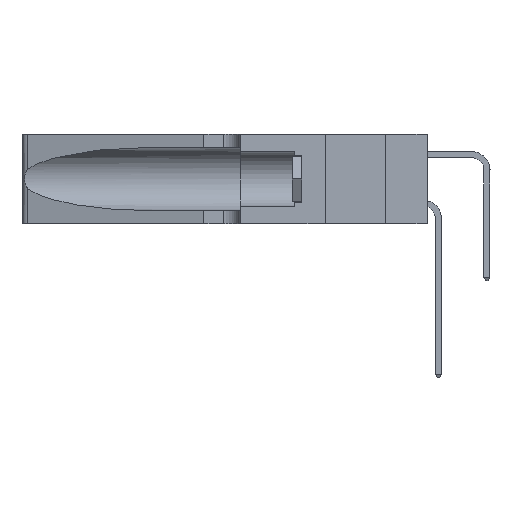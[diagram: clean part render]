
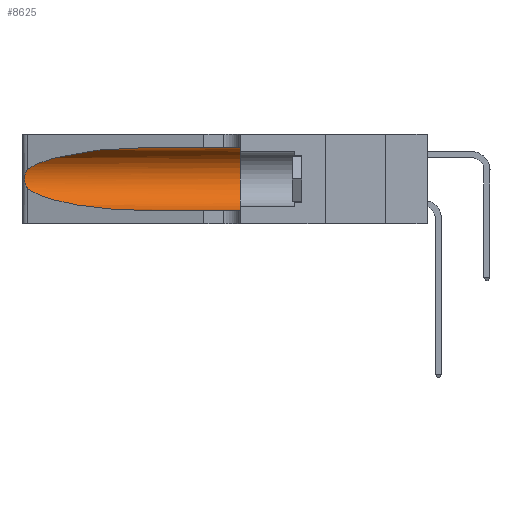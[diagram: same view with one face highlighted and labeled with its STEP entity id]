
A CAD part, left-side view. The second image highlights one B-rep face of the part: STEP entity #8625.
In plain terms, the highlighted cylindrical face has radius 3.308 mm (diameter 6.617 mm), a partial arc.
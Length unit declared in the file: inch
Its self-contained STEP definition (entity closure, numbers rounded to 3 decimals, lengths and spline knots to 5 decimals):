
#659 = VECTOR ( 'NONE', #10662, 39.37008 ) ;
#1576 = CARTESIAN_POINT ( 'NONE',  ( 0.25639, 1.23184, 0.21858 ) ) ;
#1582 = CARTESIAN_POINT ( 'NONE',  ( 0.25487, 1.22718, 0.14631 ) ) ;
#1696 = CARTESIAN_POINT ( 'NONE',  ( 0.18966, 0.96281, 0.31525 ) ) ;
#2417 = CARTESIAN_POINT ( 'NONE',  ( 0.25555, 1.22993, 0.14849 ) ) ;
#2485 = EDGE_CURVE ( 'NONE', #25255, #10250, #39244, .T. ) ;
#2873 = AXIS2_PLACEMENT_3D ( 'NONE', #34670, #18603, #21770 ) ;
#3823 = EDGE_CURVE ( 'NONE', #30360, #25255, #31853, .T. ) ;
#5023 = CARTESIAN_POINT ( 'NONE',  ( 0.26017, 1.23833, 0.17102 ) ) ;
#6122 = CARTESIAN_POINT ( 'NONE',  ( 0.25487, 1.22718, 0.14631 ) ) ;
#6236 = CARTESIAN_POINT ( 'NONE',  ( 0.1305, 0.35, 0.31525 ) ) ;
#6533 = CARTESIAN_POINT ( 'NONE',  ( 0.1305, 0.72297, 0.05475 ) ) ;
#6896 = EDGE_CURVE ( 'NONE', #18154, #30360, #24594, .T. ) ;
#6907 = VECTOR ( 'NONE', #35982, 39.37008 ) ;
#7190 = AXIS2_PLACEMENT_3D ( 'NONE', #38660, #19772, #23074 ) ;
#8188 = CARTESIAN_POINT ( 'NONE',  ( 0.25789, 1.23486, 0.15765 ) ) ;
#8625 = ADVANCED_FACE ( 'NONE', ( #37792 ), #10207, .F. ) ;
#10207 = CYLINDRICAL_SURFACE ( 'NONE', #7190, 0.13025 ) ;
#10250 = VERTEX_POINT ( 'NONE', #6533 ) ;
#10662 = DIRECTION ( 'NONE',  ( 0., -1., 0. ) ) ;
#11169 = ORIENTED_EDGE ( 'NONE', *, *, #3823, .T. ) ;
#11371 = CARTESIAN_POINT ( 'NONE',  ( 0.25639, 1.23186, 0.15144 ) ) ;
#11407 = ORIENTED_EDGE ( 'NONE', *, *, #6896, .T. ) ;
#12221 = CARTESIAN_POINT ( 'NONE',  ( 0.1305, 0.72297, 0.05475 ) ) ;
#13970 = EDGE_CURVE ( 'NONE', #18154, #36253, #16750, .T. ) ;
#14543 = CARTESIAN_POINT ( 'NONE',  ( 0.1305, 1.61858, 0.31525 ) ) ;
#14792 = CARTESIAN_POINT ( 'NONE',  ( 0.2373, 1.15595, 0.28018 ) ) ;
#16750 = LINE ( 'NONE', #14543, #6907 ) ;
#17384 = CARTESIAN_POINT ( 'NONE',  ( 0.1305, 0.35, 0.05475 ) ) ;
#17389 = CARTESIAN_POINT ( 'NONE',  ( 0.25487, 1.22718, 0.22369 ) ) ;
#18154 = VERTEX_POINT ( 'NONE', #38427 ) ;
#18603 = DIRECTION ( 'NONE',  ( 0., 1., 0. ) ) ;
#19772 = DIRECTION ( 'NONE',  ( 0., -1., 0. ) ) ;
#20432 = CARTESIAN_POINT ( 'NONE',  ( 0.25555, 1.22994, 0.2215 ) ) ;
#20703 = CARTESIAN_POINT ( 'NONE',  ( 0.26075, 1.23896, 0.19203 ) ) ;
#21322 = ORIENTED_EDGE ( 'NONE', *, *, #31818, .F. ) ;
#21770 = DIRECTION ( 'NONE',  ( 0., 0., 1. ) ) ;
#21862 = ORIENTED_EDGE ( 'NONE', *, *, #2485, .T. ) ;
#23074 = DIRECTION ( 'NONE',  ( 0., 0., -1. ) ) ;
#23603 = CARTESIAN_POINT ( 'NONE',  ( 0.25787, 1.23484, 0.2124 ) ) ;
#23744 = ORIENTED_EDGE ( 'NONE', *, *, #38939, .T. ) ;
#23879 = CARTESIAN_POINT ( 'NONE',  ( 0.26075, 1.23896, 0.178 ) ) ;
#23893 = CIRCLE ( 'NONE', #2873, 0.13025 ) ;
#24594 =( BOUNDED_CURVE ( )  B_SPLINE_CURVE ( 3, ( #27295, #1696, #14792, #17389 ),
 .UNSPECIFIED., .F., .T. ) 
 B_SPLINE_CURVE_WITH_KNOTS ( ( 4, 4 ),
 ( 1.5708, 2.84003 ),
 .UNSPECIFIED. ) 
 CURVE ( )  GEOMETRIC_REPRESENTATION_ITEM ( )  RATIONAL_B_SPLINE_CURVE ( ( 1., 0.87, 0.87, 1. ) ) 
 REPRESENTATION_ITEM ( '' )  );
#25255 = VERTEX_POINT ( 'NONE', #1582 ) ;
#25872 = CARTESIAN_POINT ( 'NONE',  ( 0.1305, 1.61858, 0.05475 ) ) ;
#26746 = CARTESIAN_POINT ( 'NONE',  ( 0.25854, 1.2359, 0.20912 ) ) ;
#27022 = CARTESIAN_POINT ( 'NONE',  ( 0.25856, 1.23593, 0.16098 ) ) ;
#27295 = CARTESIAN_POINT ( 'NONE',  ( 0.1305, 0.72297, 0.31525 ) ) ;
#27581 = CARTESIAN_POINT ( 'NONE',  ( 0.25487, 1.22718, 0.14631 ) ) ;
#30360 = VERTEX_POINT ( 'NONE', #33706 ) ;
#30740 = CARTESIAN_POINT ( 'NONE',  ( 0.2373, 1.15595, 0.08982 ) ) ;
#31818 = EDGE_CURVE ( 'NONE', #36253, #33488, #23893, .T. ) ;
#31853 = B_SPLINE_CURVE_WITH_KNOTS ( 'NONE', 3,
 ( #32966, #20432, #1576, #23603, #26746, #39603, #20703, #23879, #5023, #27022, #8188, #11371, #2417, #27581 ),
 .UNSPECIFIED., .F., .F.,
 ( 4, 2, 2, 2, 2, 2, 4 ),
 ( 0., 0.00027, 0.00053, 0.00107, 0.0016, 0.00187, 0.00214 ),
 .UNSPECIFIED. ) ;
#32966 = CARTESIAN_POINT ( 'NONE',  ( 0.25487, 1.22718, 0.22369 ) ) ;
#33488 = VERTEX_POINT ( 'NONE', #17384 ) ;
#33685 = LINE ( 'NONE', #25872, #659 ) ;
#33706 = CARTESIAN_POINT ( 'NONE',  ( 0.25487, 1.22718, 0.22369 ) ) ;
#34440 = CARTESIAN_POINT ( 'NONE',  ( 0.18966, 0.96281, 0.05475 ) ) ;
#34670 = CARTESIAN_POINT ( 'NONE',  ( 0.1305, 0.35, 0.185 ) ) ;
#35982 = DIRECTION ( 'NONE',  ( 0., -1., 0. ) ) ;
#36253 = VERTEX_POINT ( 'NONE', #6236 ) ;
#36837 = ORIENTED_EDGE ( 'NONE', *, *, #13970, .F. ) ;
#37659 = EDGE_LOOP ( 'NONE', ( #11407, #11169, #21862, #23744, #21322, #36837 ) ) ;
#37792 = FACE_OUTER_BOUND ( 'NONE', #37659, .T. ) ;
#38427 = CARTESIAN_POINT ( 'NONE',  ( 0.1305, 0.72297, 0.31525 ) ) ;
#38660 = CARTESIAN_POINT ( 'NONE',  ( 0.1305, 1.61858, 0.185 ) ) ;
#38939 = EDGE_CURVE ( 'NONE', #10250, #33488, #33685, .T. ) ;
#39244 =( BOUNDED_CURVE ( )  B_SPLINE_CURVE ( 3, ( #6122, #30740, #34440, #12221 ),
 .UNSPECIFIED., .F., .T. ) 
 B_SPLINE_CURVE_WITH_KNOTS ( ( 4, 4 ),
 ( 3.44316, 4.71239 ),
 .UNSPECIFIED. ) 
 CURVE ( )  GEOMETRIC_REPRESENTATION_ITEM ( )  RATIONAL_B_SPLINE_CURVE ( ( 1., 0.87, 0.87, 1. ) ) 
 REPRESENTATION_ITEM ( '' )  );
#39603 = CARTESIAN_POINT ( 'NONE',  ( 0.26018, 1.23835, 0.19895 ) ) ;
